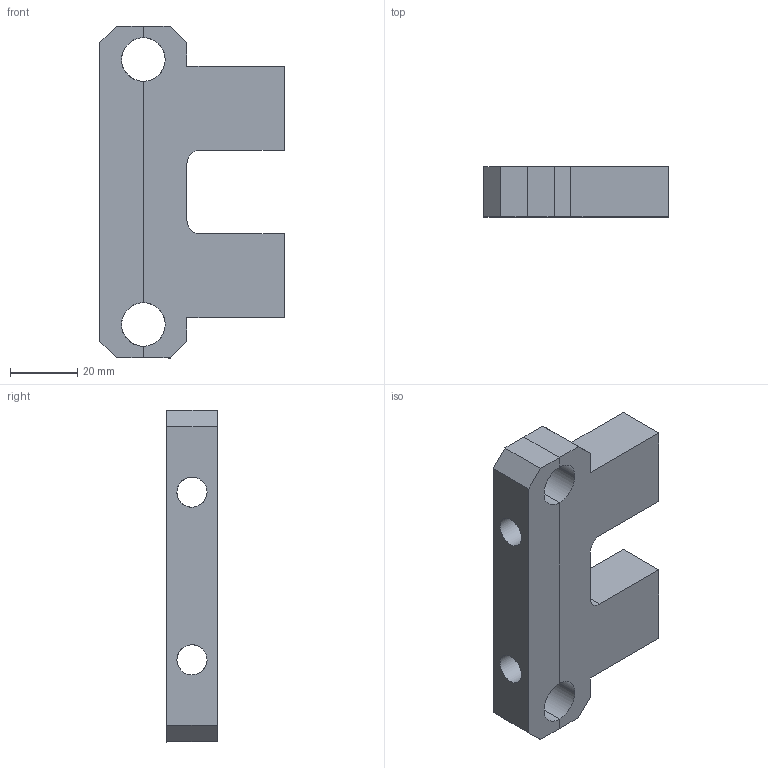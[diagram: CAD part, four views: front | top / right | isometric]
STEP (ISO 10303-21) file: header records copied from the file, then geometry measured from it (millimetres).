
FILE_DESCRIPTION(('produced by SPATIAL CORP'),'2;1');
FILE_NAME('Part46.hh.sat.stp', '2002-04-22T11:47:26+00:00',('SPATIAL CORP'),('SPATIAL CORP'), 'ACIS STEP Husk','http://www.spatial.com','SPATIAL CORP');
FILE_SCHEMA(('CONFIG_CONTROL_DESIGN'));
Length unit declared in the file: millimetre
Products named in the file (1): PRODUCT_ID_1
Bounding box: 55 x 15 x 99 mm (x, y, z)
Volume: 48717.9 mm3; surface area: 18711.5 mm2
Topology: 2 solids, 2 shells, 44 faces, 120 edges, 80 vertices
Faces by surface type: plane 18, bspline 14, cylinder 12
Entity records: 1395 total; most frequent: CARTESIAN_POINT 506, ORIENTED_EDGE 240, EDGE_CURVE 120, B_SPLINE_CURVE_WITH_KNOTS 82, VERTEX_POINT 80, DIRECTION 54, EDGE_LOOP 52, FACE_BOUND 52
